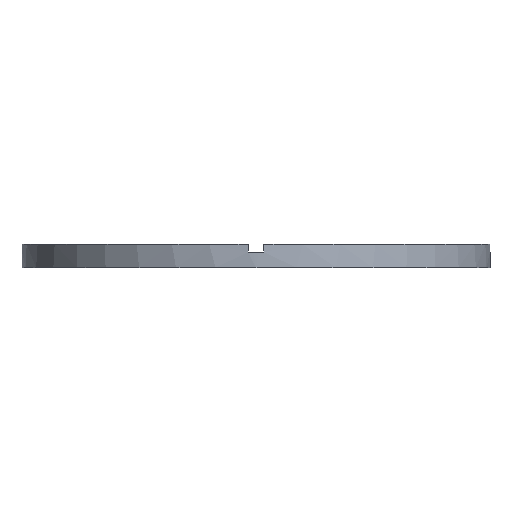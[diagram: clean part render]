
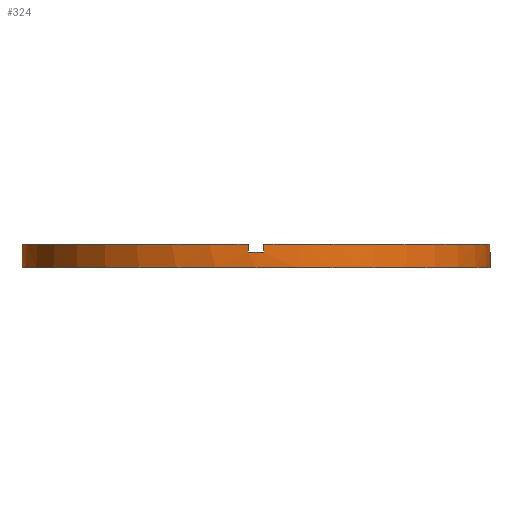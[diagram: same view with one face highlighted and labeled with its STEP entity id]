
A CAD part, front view. The second image highlights one B-rep face of the part: STEP entity #324.
In plain terms, the highlighted cylindrical face has radius 30 mm (diameter 60 mm), a partial arc.
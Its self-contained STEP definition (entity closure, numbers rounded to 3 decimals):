
#2 = VECTOR ( 'NONE', #181, 1000. ) ;
#3 = ORIENTED_EDGE ( 'NONE', *, *, #628, .T. ) ;
#7 = DIRECTION ( 'NONE',  ( 0., 0., 1. ) ) ;
#9 = CIRCLE ( 'NONE', #631, 30. ) ;
#32 = CARTESIAN_POINT ( 'NONE',  ( 0., 0., 3. ) ) ;
#50 = CARTESIAN_POINT ( 'NONE',  ( -1., -29.983, 3. ) ) ;
#54 = DIRECTION ( 'NONE',  ( 0., 0., 1. ) ) ;
#56 = DIRECTION ( 'NONE',  ( 1., 0., 0. ) ) ;
#72 = CARTESIAN_POINT ( 'NONE',  ( -1., -29.983, 3. ) ) ;
#75 = CARTESIAN_POINT ( 'NONE',  ( 29.983, -1., 3. ) ) ;
#77 = DIRECTION ( 'NONE',  ( 0., 0., -1. ) ) ;
#84 = DIRECTION ( 'NONE',  ( 1., 0., 0. ) ) ;
#99 = LINE ( 'NONE', #50, #730 ) ;
#106 = AXIS2_PLACEMENT_3D ( 'NONE', #664, #613, #84 ) ;
#107 = CARTESIAN_POINT ( 'NONE',  ( -29.983, -1., 3. ) ) ;
#110 = EDGE_CURVE ( 'NONE', #661, #235, #437, .T. ) ;
#113 = VERTEX_POINT ( 'NONE', #72 ) ;
#115 = DIRECTION ( 'NONE',  ( 1., 0., 0. ) ) ;
#118 = ORIENTED_EDGE ( 'NONE', *, *, #336, .F. ) ;
#129 = CARTESIAN_POINT ( 'NONE',  ( 1., -29.983, 2. ) ) ;
#134 = EDGE_CURVE ( 'NONE', #225, #670, #184, .T. ) ;
#139 = CARTESIAN_POINT ( 'NONE',  ( -29.983, -1., 2. ) ) ;
#156 = CARTESIAN_POINT ( 'NONE',  ( 30., 0., 3. ) ) ;
#167 = VERTEX_POINT ( 'NONE', #603 ) ;
#179 = EDGE_LOOP ( 'NONE', ( #217, #626, #388, #669, #386, #118, #384, #246, #526, #259, #248, #3 ) ) ;
#181 = DIRECTION ( 'NONE',  ( 0., 0., -1. ) ) ;
#183 = EDGE_CURVE ( 'NONE', #167, #670, #433, .T. ) ;
#184 = CIRCLE ( 'NONE', #337, 30. ) ;
#190 = AXIS2_PLACEMENT_3D ( 'NONE', #316, #7, #552 ) ;
#191 = CARTESIAN_POINT ( 'NONE',  ( 0., 0., 2. ) ) ;
#213 = CARTESIAN_POINT ( 'NONE',  ( -29.983, -1., 3. ) ) ;
#217 = ORIENTED_EDGE ( 'NONE', *, *, #110, .F. ) ;
#225 = VERTEX_POINT ( 'NONE', #228 ) ;
#228 = CARTESIAN_POINT ( 'NONE',  ( 1., -29.983, 3. ) ) ;
#229 = CYLINDRICAL_SURFACE ( 'NONE', #771, 30. ) ;
#235 = VERTEX_POINT ( 'NONE', #623 ) ;
#239 = EDGE_CURVE ( 'NONE', #167, #661, #700, .T. ) ;
#246 = ORIENTED_EDGE ( 'NONE', *, *, #476, .F. ) ;
#248 = ORIENTED_EDGE ( 'NONE', *, *, #577, .T. ) ;
#259 = ORIENTED_EDGE ( 'NONE', *, *, #656, .F. ) ;
#291 = DIRECTION ( 'NONE',  ( 0., 0., -1. ) ) ;
#314 = EDGE_CURVE ( 'NONE', #714, #113, #99, .T. ) ;
#316 = CARTESIAN_POINT ( 'NONE',  ( 0., 0., 3. ) ) ;
#324 = ADVANCED_FACE ( 'NONE', ( #726 ), #229, .T. ) ;
#325 = CARTESIAN_POINT ( 'NONE',  ( 30., 0., 2. ) ) ;
#336 = EDGE_CURVE ( 'NONE', #714, #708, #568, .T. ) ;
#337 = AXIS2_PLACEMENT_3D ( 'NONE', #32, #494, #115 ) ;
#345 = DIRECTION ( 'NONE',  ( 0., 0., -1. ) ) ;
#384 = ORIENTED_EDGE ( 'NONE', *, *, #314, .T. ) ;
#385 = DIRECTION ( 'NONE',  ( 0., 0., -1. ) ) ;
#386 = ORIENTED_EDGE ( 'NONE', *, *, #737, .T. ) ;
#388 = ORIENTED_EDGE ( 'NONE', *, *, #183, .T. ) ;
#429 = VECTOR ( 'NONE', #345, 1000. ) ;
#433 = LINE ( 'NONE', #75, #703 ) ;
#437 = LINE ( 'NONE', #156, #429 ) ;
#457 = CARTESIAN_POINT ( 'NONE',  ( 1., -29.983, 3. ) ) ;
#467 = EDGE_CURVE ( 'NONE', #739, #746, #773, .T. ) ;
#476 = EDGE_CURVE ( 'NONE', #739, #113, #775, .T. ) ;
#477 = VERTEX_POINT ( 'NONE', #645 ) ;
#488 = VERTEX_POINT ( 'NONE', #719 ) ;
#494 = DIRECTION ( 'NONE',  ( 0., 0., 1. ) ) ;
#500 = VECTOR ( 'NONE', #291, 1000. ) ;
#502 = LINE ( 'NONE', #619, #500 ) ;
#518 = LINE ( 'NONE', #457, #778 ) ;
#526 = ORIENTED_EDGE ( 'NONE', *, *, #467, .T. ) ;
#530 = DIRECTION ( 'NONE',  ( 0., 0., 1. ) ) ;
#552 = DIRECTION ( 'NONE',  ( 1., 0., 0. ) ) ;
#556 = DIRECTION ( 'NONE',  ( 0., 0., 1. ) ) ;
#560 = AXIS2_PLACEMENT_3D ( 'NONE', #727, #594, #713 ) ;
#567 = CARTESIAN_POINT ( 'NONE',  ( -1., -29.983, 2. ) ) ;
#568 = CIRCLE ( 'NONE', #106, 30. ) ;
#571 = CARTESIAN_POINT ( 'NONE',  ( 29.983, -1., 3. ) ) ;
#577 = EDGE_CURVE ( 'NONE', #477, #488, #502, .T. ) ;
#581 = CARTESIAN_POINT ( 'NONE',  ( 0., 0., 3. ) ) ;
#582 = CARTESIAN_POINT ( 'NONE',  ( 0., 0., 2. ) ) ;
#594 = DIRECTION ( 'NONE',  ( 0., 0., 1. ) ) ;
#603 = CARTESIAN_POINT ( 'NONE',  ( 29.983, -1., 2. ) ) ;
#609 = DIRECTION ( 'NONE',  ( 1., 0., 0. ) ) ;
#613 = DIRECTION ( 'NONE',  ( 0., 0., 1. ) ) ;
#619 = CARTESIAN_POINT ( 'NONE',  ( -30., 0., 3. ) ) ;
#623 = CARTESIAN_POINT ( 'NONE',  ( 30., 0., 0. ) ) ;
#626 = ORIENTED_EDGE ( 'NONE', *, *, #239, .F. ) ;
#628 = EDGE_CURVE ( 'NONE', #488, #235, #761, .T. ) ;
#631 = AXIS2_PLACEMENT_3D ( 'NONE', #191, #556, #609 ) ;
#645 = CARTESIAN_POINT ( 'NONE',  ( -30., 0., 2. ) ) ;
#656 = EDGE_CURVE ( 'NONE', #477, #746, #9, .T. ) ;
#661 = VERTEX_POINT ( 'NONE', #325 ) ;
#664 = CARTESIAN_POINT ( 'NONE',  ( 0., 0., 2. ) ) ;
#669 = ORIENTED_EDGE ( 'NONE', *, *, #134, .F. ) ;
#670 = VERTEX_POINT ( 'NONE', #571 ) ;
#676 = DIRECTION ( 'NONE',  ( -1., 0., 0. ) ) ;
#700 = CIRCLE ( 'NONE', #715, 30. ) ;
#703 = VECTOR ( 'NONE', #729, 1000. ) ;
#708 = VERTEX_POINT ( 'NONE', #129 ) ;
#713 = DIRECTION ( 'NONE',  ( 1., 0., 0. ) ) ;
#714 = VERTEX_POINT ( 'NONE', #567 ) ;
#715 = AXIS2_PLACEMENT_3D ( 'NONE', #582, #54, #56 ) ;
#719 = CARTESIAN_POINT ( 'NONE',  ( -30., 0., 0. ) ) ;
#726 = FACE_OUTER_BOUND ( 'NONE', #179, .T. ) ;
#727 = CARTESIAN_POINT ( 'NONE',  ( 0., 0., 0. ) ) ;
#729 = DIRECTION ( 'NONE',  ( 0., 0., 1. ) ) ;
#730 = VECTOR ( 'NONE', #530, 1000. ) ;
#737 = EDGE_CURVE ( 'NONE', #225, #708, #518, .T. ) ;
#739 = VERTEX_POINT ( 'NONE', #213 ) ;
#746 = VERTEX_POINT ( 'NONE', #139 ) ;
#761 = CIRCLE ( 'NONE', #560, 30. ) ;
#771 = AXIS2_PLACEMENT_3D ( 'NONE', #581, #385, #676 ) ;
#773 = LINE ( 'NONE', #107, #2 ) ;
#775 = CIRCLE ( 'NONE', #190, 30. ) ;
#778 = VECTOR ( 'NONE', #77, 1000. ) ;
